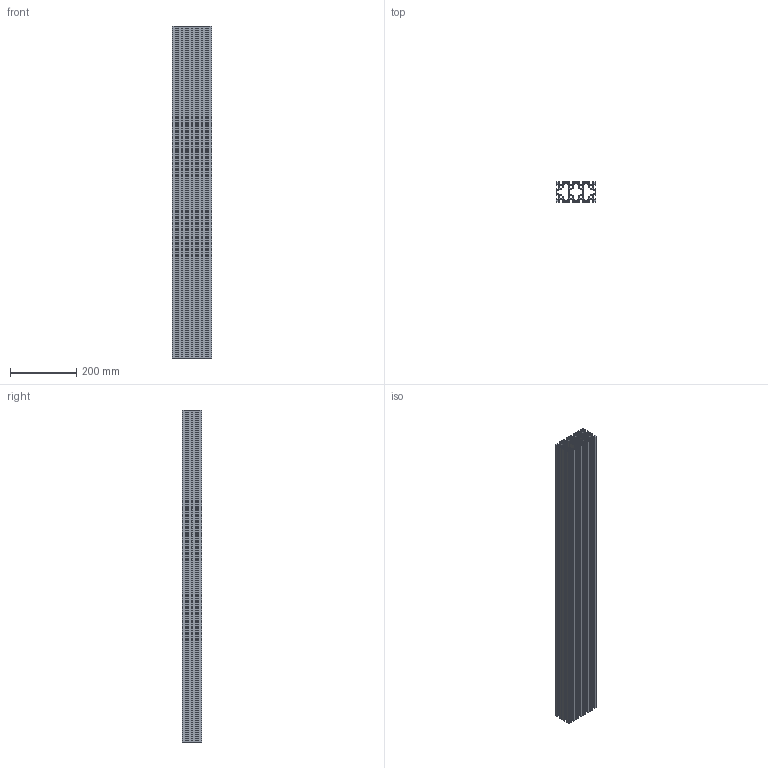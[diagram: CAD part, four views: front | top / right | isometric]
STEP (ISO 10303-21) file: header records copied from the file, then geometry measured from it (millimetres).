
FILE_DESCRIPTION (( 'STEP AP214' ), '1' );
FILE_NAME ('3612 Êîíñòðóêöèîííûé ïðîôèëü 60õ120.STEP', '2014-12-18T14:09:48', ( 'XTreme.ws' ), ( 'XTreme.ws' ), 'SwSTEP 2.0', 'SolidWorks 2014', '' );
FILE_SCHEMA (( 'AUTOMOTIVE_DESIGN' ));
Length unit declared in the file: millimetre
Products named in the file (2): 3612 Êîíñòðóêöèîííûé ïðîôèëü 60õ120
Bounding box: 120 x 60 x 1000 mm (x, y, z)
Volume: 1761446.6 mm3; surface area: 1363455.1 mm2
Topology: 1 solids, 1 shells, 622 faces, 1860 edges, 1240 vertices
Faces by surface type: plane 318, cylinder 304
Entity records: 21153 total; most frequent: CARTESIAN_POINT 3724, ORIENTED_EDGE 3720, DIRECTION 3716, EDGE_CURVE 1860, LINE 1252, VECTOR 1252, VERTEX_POINT 1240, AXIS2_PLACEMENT_3D 1232
